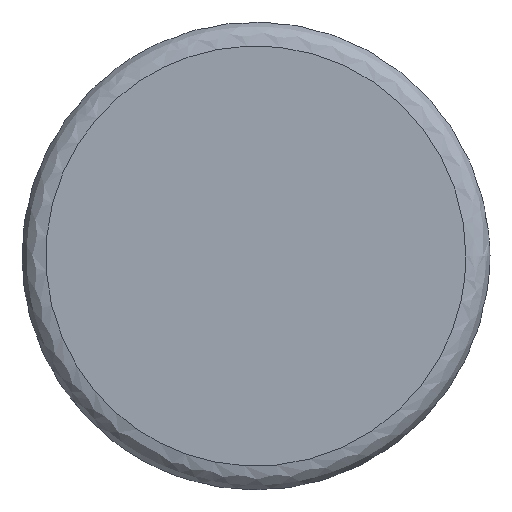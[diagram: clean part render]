
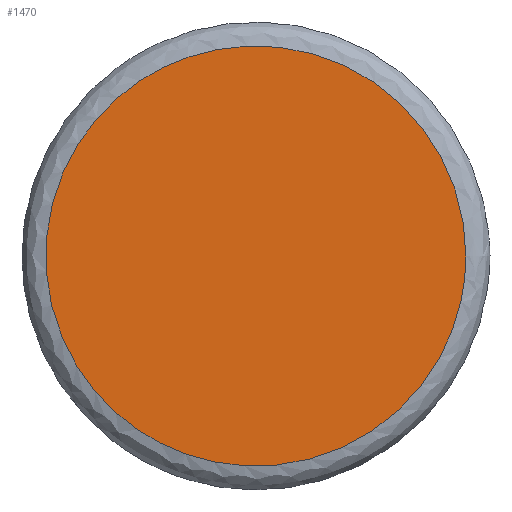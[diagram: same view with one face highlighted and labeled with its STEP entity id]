
A CAD part, front view. The second image highlights one B-rep face of the part: STEP entity #1470.
In plain terms, the highlighted free-form (B-spline) face has degree [1, 1] with [2, 2] control points.
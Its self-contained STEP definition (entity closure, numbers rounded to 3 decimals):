
#1424 = EDGE_CURVE('',#1425,#1425,#1427,.T.);
#1425 = VERTEX_POINT('',#1426);
#1426 = CARTESIAN_POINT('',(6.084,-22.007,0.));
#1427 = ( BOUNDED_CURVE() B_SPLINE_CURVE(2,(#1428,#1429,#1430,#1431,
#1432,#1433,#1434),.UNSPECIFIED.,.T.,.F.) B_SPLINE_CURVE_WITH_KNOTS((1,2
    ,2,2,2,1),(-2.094,0.,2.094,4.189,
6.283,8.378),.UNSPECIFIED.) CURVE() 
GEOMETRIC_REPRESENTATION_ITEM() RATIONAL_B_SPLINE_CURVE((1.,0.5,1.,0.5,
1.,0.5,1.)) REPRESENTATION_ITEM('') );
#1428 = CARTESIAN_POINT('',(6.084,-22.007,0.));
#1429 = CARTESIAN_POINT('',(6.084,-22.007,
    10.537));
#1430 = CARTESIAN_POINT('',(-3.042,-22.007,
    5.269));
#1431 = CARTESIAN_POINT('',(-12.167,-22.007,
    0.));
#1432 = CARTESIAN_POINT('',(-3.042,-22.007,
    -5.269));
#1433 = CARTESIAN_POINT('',(6.084,-22.007,
    -10.537));
#1434 = CARTESIAN_POINT('',(6.084,-22.007,0.));
#1470 = ADVANCED_FACE('',(#1471),#1474,.T.);
#1471 = FACE_BOUND('',#1472,.T.);
#1472 = EDGE_LOOP('',(#1473));
#1473 = ORIENTED_EDGE('',*,*,#1424,.T.);
#1474 = B_SPLINE_SURFACE_WITH_KNOTS('',1,1,(
    (#1475,#1476)
    ,(#1477,#1478
    )),.UNSPECIFIED.,.F.,.F.,.F.,(2,2),(2,2),(-4.348,
    4.348),(-4.348,4.348),
  .PIECEWISE_BEZIER_KNOTS.);
#1475 = CARTESIAN_POINT('',(-6.084,-22.007,
    -6.084));
#1476 = CARTESIAN_POINT('',(-6.084,-22.007,
    6.084));
#1477 = CARTESIAN_POINT('',(6.084,-22.007,
    -6.084));
#1478 = CARTESIAN_POINT('',(6.084,-22.007,
    6.084));
